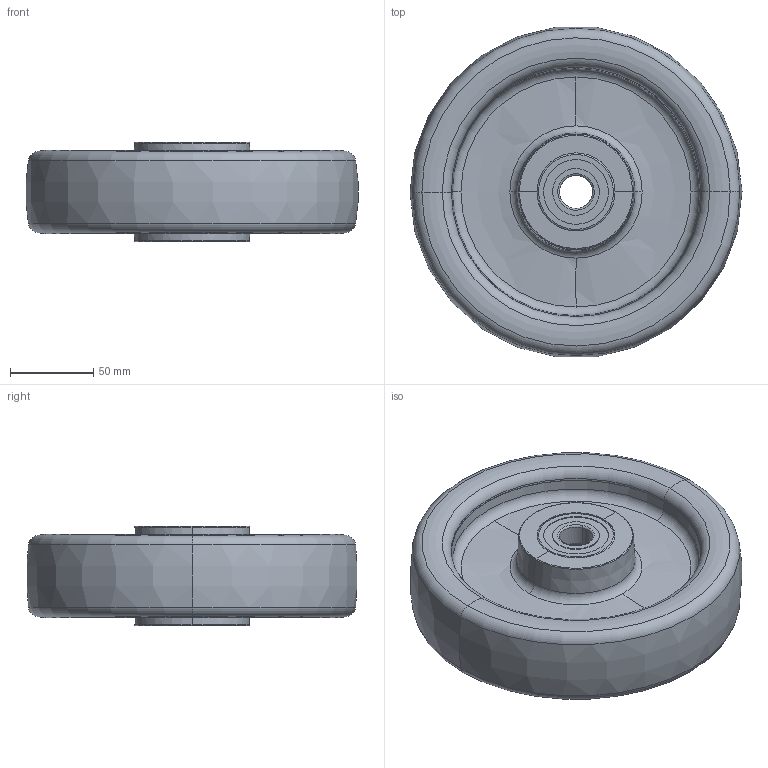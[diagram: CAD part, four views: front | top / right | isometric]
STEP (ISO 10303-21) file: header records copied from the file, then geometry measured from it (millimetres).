
FILE_DESCRIPTION (( 'STEP AP214' ), '1' );
FILE_NAME ('0014367_EPUK-200-50-60-K20-VA.STEP', '2017-04-12T08:57:40', ( '' ), ( '' ), 'SwSTEP 2.0', 'SolidWorks 2016', '' );
FILE_SCHEMA (( 'AUTOMOTIVE_DESIGN' ));
Length unit declared in the file: millimetre
Products named in the file (1): 0014367_EPUK-200-50-60-K20-VA
Bounding box: 199.64 x 198.29 x 60 mm (x, y, z)
Volume: 1000906.5 mm3; surface area: 232428.5 mm2
Topology: 5 solids, 9 shells, 245 faces, 585 edges, 352 vertices
Faces by surface type: torus 69, plane 64, cylinder 54, cone 39, bspline 19
Entity records: 10330 total; most frequent: CARTESIAN_POINT 1681, DIRECTION 1389, ORIENTED_EDGE 1170, AXIS2_PLACEMENT_3D 608, EDGE_CURVE 585, CIRCLE 381, VERTEX_POINT 352, EDGE_LOOP 273
